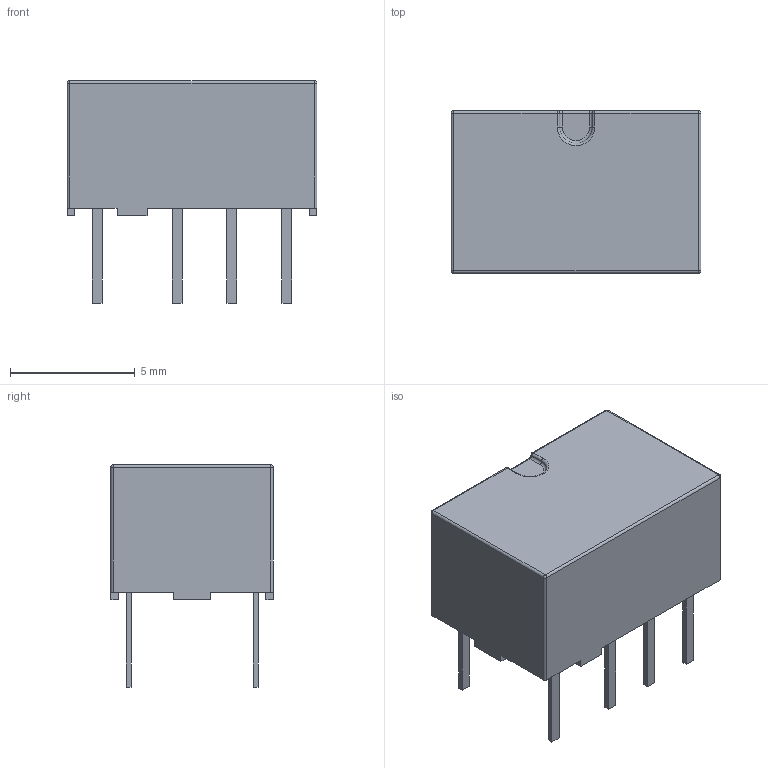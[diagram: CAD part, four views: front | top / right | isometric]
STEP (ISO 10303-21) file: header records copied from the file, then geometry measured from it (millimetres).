
FILE_DESCRIPTION (( 'STEP AP214' ), '1' );
FILE_NAME ('RELAY-TH_L10.0-W6.5-H5.4.step', '2022-07-09T13:42:59', ( '' ), ( '' ), 'SwSTEP 2.0', 'SolidWorks 2020', '' );
FILE_SCHEMA (( 'AUTOMOTIVE_DESIGN' ));
Length unit declared in the file: millimetre
Products named in the file (1): RELAY-TH_L10.0-W6.5-H5.4
Bounding box: 10 x 6.51 x 8.9 mm (x, y, z)
Volume: 323 mm3; surface area: 345.1 mm2
Topology: 1 solids, 1 shells, 374 faces, 998 edges, 654 vertices
Faces by surface type: plane 238, bspline 112, cylinder 14, sphere 6, torus 4
Entity records: 16815 total; most frequent: CARTESIAN_POINT 4125, ORIENTED_EDGE 1984, DIRECTION 1325, EDGE_CURVE 992, VECTOR 729, LINE 729, VERTEX_POINT 654, EDGE_LOOP 408
